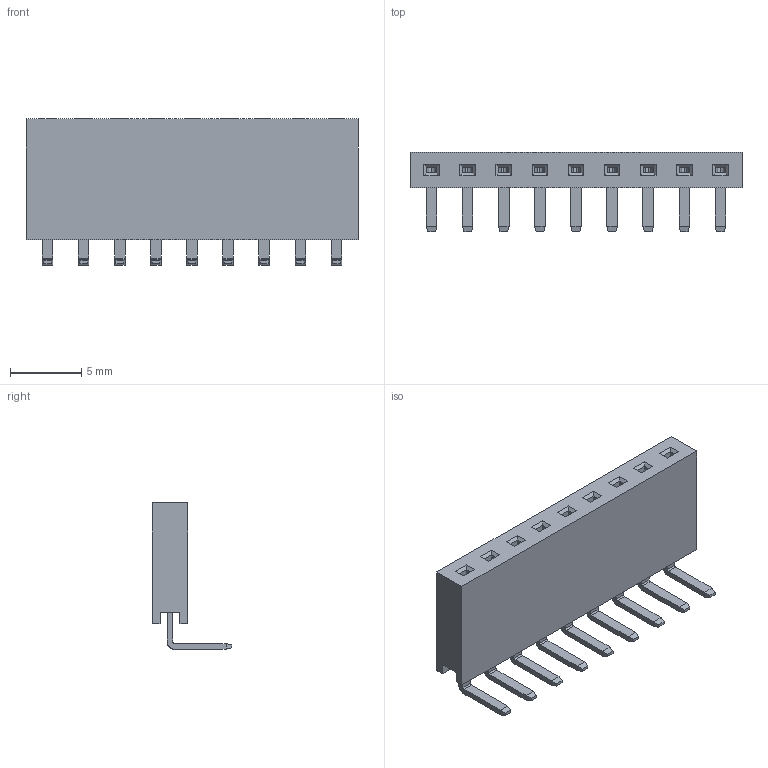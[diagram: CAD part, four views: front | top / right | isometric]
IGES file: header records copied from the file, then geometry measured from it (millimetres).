
Start section: C
Global section: file name: 613009143121.igs; native system:  By UGS Corp.; preprocessor: XPlus GENERIC/IGES 3.0; author: Author; organization: Title; date: 20120830.154830; units: millimetre
Bounding box: 23.36 x 5.59 x 10.3 mm (x, y, z)
Surface area: 1253 mm2 (no closed solid volume)
Topology: 0 solids, 0 shells, 397 faces, 2118 edges, 2118 vertices
Faces by surface type: bspline 397
